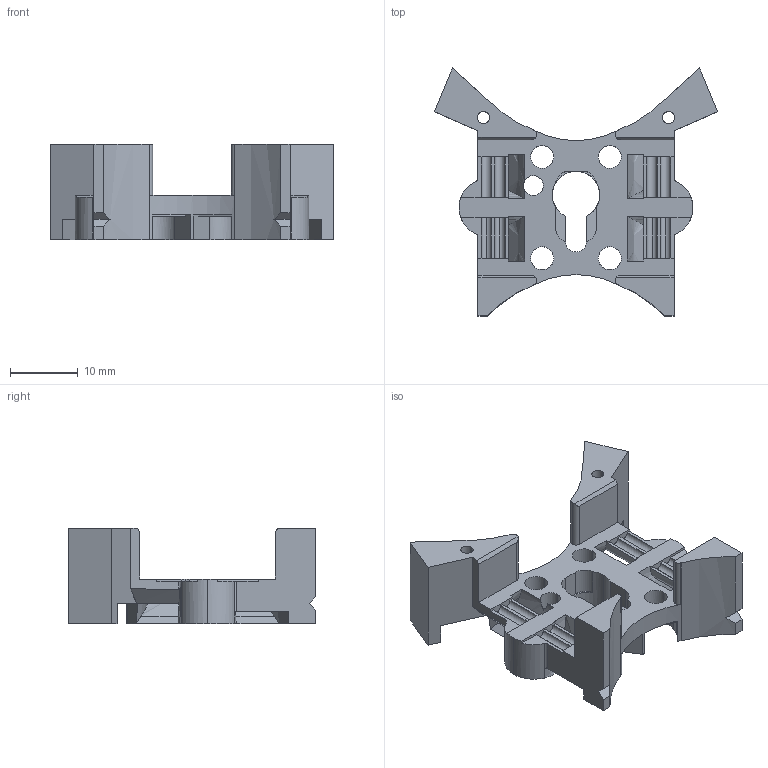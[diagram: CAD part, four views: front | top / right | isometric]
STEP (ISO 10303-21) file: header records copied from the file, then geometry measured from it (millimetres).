
FILE_DESCRIPTION (( 'STEP AP214' ), '1' );
FILE_NAME ('frenzy_carriage_p2.1_nolegs.STEP', '2022-03-19T01:48:33', ( '' ), ( '' ), 'SwSTEP 2.0', 'SolidWorks 2022', '' );
FILE_SCHEMA (( 'AUTOMOTIVE_DESIGN' ));
Length unit declared in the file: millimetre
Products named in the file (1): frenzy_carriage_p2.1_nolegs
Bounding box: 41.88 x 36.66 x 14.1 mm (x, y, z)
Volume: 4639.7 mm3; surface area: 4731.1 mm2
Topology: 1 solids, 1 shells, 358 faces, 1044 edges, 675 vertices
Faces by surface type: plane 245, cylinder 69, bspline 32, cone 12
Entity records: 12877 total; most frequent: CARTESIAN_POINT 3542, ORIENTED_EDGE 2088, DIRECTION 1774, EDGE_CURVE 1044, LINE 706, VECTOR 706, VERTEX_POINT 675, AXIS2_PLACEMENT_3D 534
